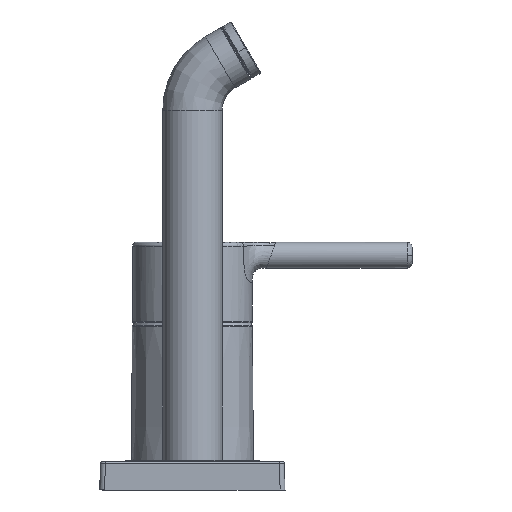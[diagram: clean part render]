
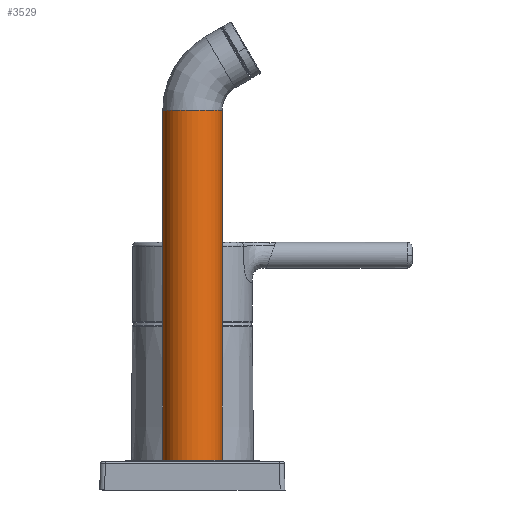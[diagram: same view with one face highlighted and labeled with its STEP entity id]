
A CAD part, left-side view. The second image highlights one B-rep face of the part: STEP entity #3529.
In plain terms, the highlighted cylindrical face has radius 12 mm (diameter 24 mm), a partial arc.
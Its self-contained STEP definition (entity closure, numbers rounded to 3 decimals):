
#19 = CARTESIAN_POINT ( 'NONE',  ( -100., 12., 12.101 ) ) ;
#30 = VERTEX_POINT ( 'NONE', #2448 ) ;
#84 = CARTESIAN_POINT ( 'NONE',  ( -100., 12., 82.78 ) ) ;
#95 = CIRCLE ( 'NONE', #4731, 12. ) ;
#136 = VERTEX_POINT ( 'NONE', #19 ) ;
#300 = CARTESIAN_POINT ( 'NONE',  ( -100., 0., 12.101 ) ) ;
#420 = CIRCLE ( 'NONE', #1649, 12. ) ;
#708 = ORIENTED_EDGE ( 'NONE', *, *, #5125, .T. ) ;
#970 = EDGE_LOOP ( 'NONE', ( #1321, #4095, #3253, #708 ) ) ;
#1195 = DIRECTION ( 'NONE',  ( 0., 0., -1. ) ) ;
#1298 = EDGE_CURVE ( 'NONE', #2581, #3956, #3356, .T. ) ;
#1321 = ORIENTED_EDGE ( 'NONE', *, *, #1298, .F. ) ;
#1649 = AXIS2_PLACEMENT_3D ( 'NONE', #3237, #1195, #3650 ) ;
#1738 = VECTOR ( 'NONE', #2763, 1000. ) ;
#1802 = AXIS2_PLACEMENT_3D ( 'NONE', #4696, #4222, #3829 ) ;
#2448 = CARTESIAN_POINT ( 'NONE',  ( -100., 12., 153.759 ) ) ;
#2581 = VERTEX_POINT ( 'NONE', #3219 ) ;
#2737 = CYLINDRICAL_SURFACE ( 'NONE', #1802, 12. ) ;
#2763 = DIRECTION ( 'NONE',  ( 0., 0., -1. ) ) ;
#2832 = EDGE_CURVE ( 'NONE', #30, #136, #5114, .T. ) ;
#3219 = CARTESIAN_POINT ( 'NONE',  ( -100., -12., 153.759 ) ) ;
#3225 = DIRECTION ( 'NONE',  ( 0., 1., 0. ) ) ;
#3237 = CARTESIAN_POINT ( 'NONE',  ( -100., 0., 153.759 ) ) ;
#3253 = ORIENTED_EDGE ( 'NONE', *, *, #2832, .T. ) ;
#3356 = LINE ( 'NONE', #3974, #1738 ) ;
#3529 = ADVANCED_FACE ( 'NONE', ( #3987 ), #2737, .T. ) ;
#3650 = DIRECTION ( 'NONE',  ( 0., 1., 0. ) ) ;
#3829 = DIRECTION ( 'NONE',  ( 0., 1., 0. ) ) ;
#3956 = VERTEX_POINT ( 'NONE', #5276 ) ;
#3974 = CARTESIAN_POINT ( 'NONE',  ( -100., -12., 82.78 ) ) ;
#3987 = FACE_OUTER_BOUND ( 'NONE', #970, .T. ) ;
#4028 = DIRECTION ( 'NONE',  ( 0., 0., 1. ) ) ;
#4095 = ORIENTED_EDGE ( 'NONE', *, *, #4111, .T. ) ;
#4111 = EDGE_CURVE ( 'NONE', #2581, #30, #420, .T. ) ;
#4222 = DIRECTION ( 'NONE',  ( 0., 0., -1. ) ) ;
#4475 = VECTOR ( 'NONE', #5127, 1000. ) ;
#4696 = CARTESIAN_POINT ( 'NONE',  ( -100., 0., 82.78 ) ) ;
#4731 = AXIS2_PLACEMENT_3D ( 'NONE', #300, #4028, #3225 ) ;
#5114 = LINE ( 'NONE', #84, #4475 ) ;
#5125 = EDGE_CURVE ( 'NONE', #136, #3956, #95, .T. ) ;
#5127 = DIRECTION ( 'NONE',  ( 0., 0., -1. ) ) ;
#5276 = CARTESIAN_POINT ( 'NONE',  ( -100., -12., 12.101 ) ) ;
